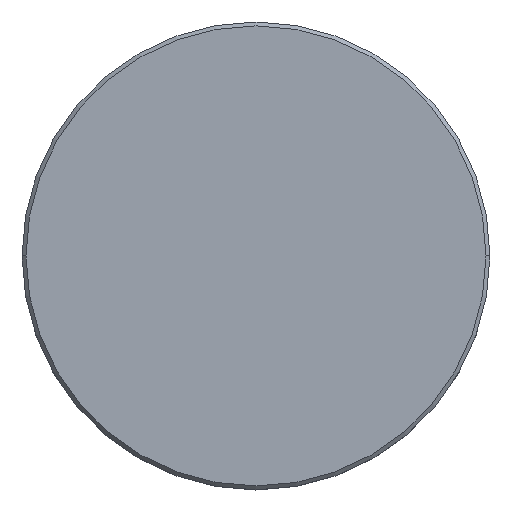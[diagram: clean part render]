
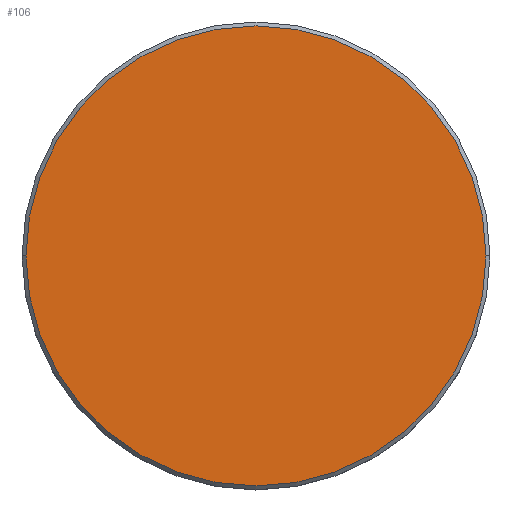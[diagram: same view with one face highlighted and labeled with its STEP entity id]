
A CAD part, top view. The second image highlights one B-rep face of the part: STEP entity #106.
In plain terms, the highlighted planar face has unit normal (0, 0, 1).
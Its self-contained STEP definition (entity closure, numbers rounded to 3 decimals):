
#25 = CARTESIAN_POINT ( 'NONE',  ( -29.5, 0., 0. ) ) ;
#83 = CIRCLE ( 'NONE', #536, 29.5 ) ;
#85 = DIRECTION ( 'NONE',  ( 1., 0., 0. ) ) ;
#106 = ADVANCED_FACE ( 'NONE', ( #748 ), #634, .T. ) ;
#161 = EDGE_LOOP ( 'NONE', ( #740, #941 ) ) ;
#164 = EDGE_CURVE ( 'NONE', #223, #1042, #771, .T. ) ;
#223 = VERTEX_POINT ( 'NONE', #25 ) ;
#246 = DIRECTION ( 'NONE',  ( 1., 0., 0. ) ) ;
#267 = DIRECTION ( 'NONE',  ( 0., 0., 1. ) ) ;
#284 = DIRECTION ( 'NONE',  ( 1., 0., 0. ) ) ;
#458 = CARTESIAN_POINT ( 'NONE',  ( 0., 0., 0. ) ) ;
#526 = DIRECTION ( 'NONE',  ( 0., 0., 1. ) ) ;
#536 = AXIS2_PLACEMENT_3D ( 'NONE', #1064, #1135, #246 ) ;
#573 = AXIS2_PLACEMENT_3D ( 'NONE', #458, #267, #284 ) ;
#634 = PLANE ( 'NONE',  #573 ) ;
#740 = ORIENTED_EDGE ( 'NONE', *, *, #164, .T. ) ;
#748 = FACE_OUTER_BOUND ( 'NONE', #161, .T. ) ;
#771 = CIRCLE ( 'NONE', #944, 29.5 ) ;
#857 = CARTESIAN_POINT ( 'NONE',  ( 29.5, 0., 0. ) ) ;
#941 = ORIENTED_EDGE ( 'NONE', *, *, #1137, .T. ) ;
#944 = AXIS2_PLACEMENT_3D ( 'NONE', #1058, #526, #85 ) ;
#1042 = VERTEX_POINT ( 'NONE', #857 ) ;
#1058 = CARTESIAN_POINT ( 'NONE',  ( 0., 0., 0. ) ) ;
#1064 = CARTESIAN_POINT ( 'NONE',  ( 0., 0., 0. ) ) ;
#1135 = DIRECTION ( 'NONE',  ( 0., 0., 1. ) ) ;
#1137 = EDGE_CURVE ( 'NONE', #1042, #223, #83, .T. ) ;
